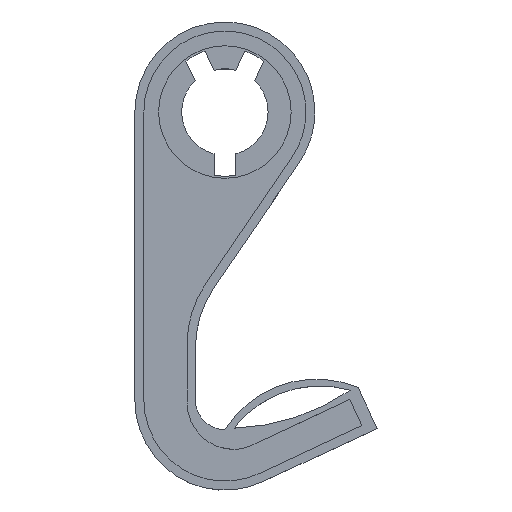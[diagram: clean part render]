
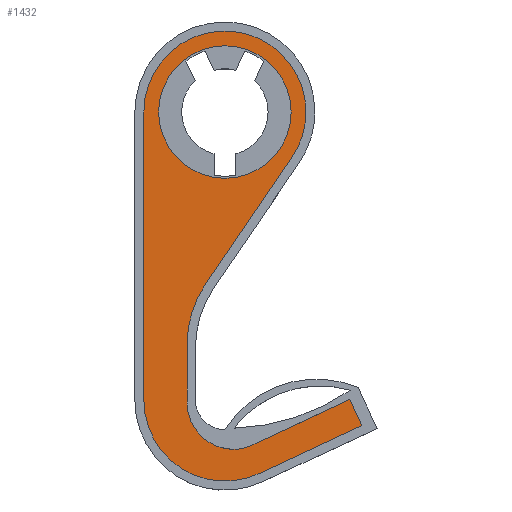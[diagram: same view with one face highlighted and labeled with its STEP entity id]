
A CAD part, top view. The second image highlights one B-rep face of the part: STEP entity #1432.
In plain terms, the highlighted planar face has unit normal (0, 0, 1).
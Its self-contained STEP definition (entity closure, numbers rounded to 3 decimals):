
#1183=AXIS2_PLACEMENT_3D('Circle Axis2P3D',#1181,#1182,$) ;
#1221=AXIS2_PLACEMENT_3D('Circle Axis2P3D',#1219,#1220,$) ;
#1240=AXIS2_PLACEMENT_3D('Circle Axis2P3D',#1238,#1239,$) ;
#1278=AXIS2_PLACEMENT_3D('Circle Axis2P3D',#1276,#1277,$) ;
#1354=AXIS2_PLACEMENT_3D('Circle Axis2P3D',#1352,#1353,$) ;
#1373=AXIS2_PLACEMENT_3D('Circle Axis2P3D',#1371,#1372,$) ;
#1398=AXIS2_PLACEMENT_3D('Plane Axis2P3D',#1395,#1396,#1397) ;
#1416=AXIS2_PLACEMENT_3D('Circle Axis2P3D',#1414,#1415,$) ;
#1425=AXIS2_PLACEMENT_3D('Circle Axis2P3D',#1423,#1424,$) ;
#1171=CARTESIAN_POINT('Vertex',(21.793,46.16,3.5)) ;
#1178=CARTESIAN_POINT('Vertex',(23.749,52.318,3.5)) ;
#1181=CARTESIAN_POINT('Axis2P3D Location',(12.5,52.5,3.5)) ;
#1197=CARTESIAN_POINT('Vertex',(9.859,28.665,3.5)) ;
#1200=CARTESIAN_POINT('Line Origine',(15.826,37.412,3.5)) ;
#1216=CARTESIAN_POINT('Vertex',(1.25,52.5,3.5)) ;
#1219=CARTESIAN_POINT('Axis2P3D Location',(12.5,52.5,3.5)) ;
#1235=CARTESIAN_POINT('Vertex',(7.25,20.212,3.5)) ;
#1238=CARTESIAN_POINT('Axis2P3D Location',(22.25,20.212,3.5)) ;
#1254=CARTESIAN_POINT('Vertex',(1.25,12.5,3.5)) ;
#1257=CARTESIAN_POINT('Line Origine',(1.25,32.5,3.5)) ;
#1273=CARTESIAN_POINT('Vertex',(17.254,2.304,3.5)) ;
#1276=CARTESIAN_POINT('Axis2P3D Location',(12.5,12.5,3.5)) ;
#1292=CARTESIAN_POINT('Vertex',(31.528,8.96,3.5)) ;
#1295=CARTESIAN_POINT('Line Origine',(24.391,5.632,3.5)) ;
#1311=CARTESIAN_POINT('Vertex',(29.838,12.585,3.5)) ;
#1314=CARTESIAN_POINT('Line Origine',(30.683,10.773,3.5)) ;
#1330=CARTESIAN_POINT('Vertex',(15.564,5.929,3.5)) ;
#1333=CARTESIAN_POINT('Line Origine',(22.701,9.257,3.5)) ;
#1349=CARTESIAN_POINT('Vertex',(7.252,11.806,3.5)) ;
#1352=CARTESIAN_POINT('Axis2P3D Location',(13.742,12.169,3.5)) ;
#1368=CARTESIAN_POINT('Vertex',(7.25,12.5,3.5)) ;
#1371=CARTESIAN_POINT('Axis2P3D Location',(13.742,12.169,3.5)) ;
#1383=CARTESIAN_POINT('Line Origine',(7.25,16.356,3.5)) ;
#1395=CARTESIAN_POINT('Axis2P3D Location',(0.,0.,3.5)) ;
#1414=CARTESIAN_POINT('Axis2P3D Location',(12.5,52.5,3.5)) ;
#1418=CARTESIAN_POINT('Vertex',(21.7,52.5,3.5)) ;
#1420=CARTESIAN_POINT('Vertex',(3.3,52.5,3.5)) ;
#1423=CARTESIAN_POINT('Axis2P3D Location',(12.5,52.5,3.5)) ;
#1182=DIRECTION('Axis2P3D Direction',(0.,0.,1.)) ;
#1201=DIRECTION('Vector Direction',(-0.564,-0.826,0.)) ;
#1220=DIRECTION('Axis2P3D Direction',(0.,0.,1.)) ;
#1239=DIRECTION('Axis2P3D Direction',(0.,0.,1.)) ;
#1258=DIRECTION('Vector Direction',(0.,1.,0.)) ;
#1277=DIRECTION('Axis2P3D Direction',(0.,0.,1.)) ;
#1296=DIRECTION('Vector Direction',(-0.906,-0.423,0.)) ;
#1315=DIRECTION('Vector Direction',(0.423,-0.906,0.)) ;
#1334=DIRECTION('Vector Direction',(0.906,0.423,0.)) ;
#1353=DIRECTION('Axis2P3D Direction',(0.,0.,1.)) ;
#1372=DIRECTION('Axis2P3D Direction',(0.,0.,1.)) ;
#1384=DIRECTION('Vector Direction',(0.,-1.,0.)) ;
#1396=DIRECTION('Axis2P3D Direction',(0.,0.,1.)) ;
#1397=DIRECTION('Axis2P3D XDirection',(1.,0.,0.)) ;
#1415=DIRECTION('Axis2P3D Direction',(0.,0.,1.)) ;
#1424=DIRECTION('Axis2P3D Direction',(0.,0.,1.)) ;
#1202=VECTOR('Line Direction',#1201,1.) ;
#1259=VECTOR('Line Direction',#1258,1.) ;
#1297=VECTOR('Line Direction',#1296,1.) ;
#1316=VECTOR('Line Direction',#1315,1.) ;
#1335=VECTOR('Line Direction',#1334,1.) ;
#1385=VECTOR('Line Direction',#1384,1.) ;
#1401=ORIENTED_EDGE('',*,*,#1185,.T.) ;
#1402=ORIENTED_EDGE('',*,*,#1223,.T.) ;
#1403=ORIENTED_EDGE('',*,*,#1261,.T.) ;
#1404=ORIENTED_EDGE('',*,*,#1280,.T.) ;
#1405=ORIENTED_EDGE('',*,*,#1299,.T.) ;
#1406=ORIENTED_EDGE('',*,*,#1318,.T.) ;
#1407=ORIENTED_EDGE('',*,*,#1337,.T.) ;
#1408=ORIENTED_EDGE('',*,*,#1356,.T.) ;
#1409=ORIENTED_EDGE('',*,*,#1375,.T.) ;
#1410=ORIENTED_EDGE('',*,*,#1387,.T.) ;
#1411=ORIENTED_EDGE('',*,*,#1242,.T.) ;
#1412=ORIENTED_EDGE('',*,*,#1204,.T.) ;
#1429=ORIENTED_EDGE('',*,*,#1422,.F.) ;
#1430=ORIENTED_EDGE('',*,*,#1427,.F.) ;
#1431=FACE_BOUND('',#1428,.T.) ;
#1432=ADVANCED_FACE('Hauptkoerper',(#1413,#1431),#1399,.T.) ;
#1184=CIRCLE('generated circle',#1183,11.25) ;
#1222=CIRCLE('generated circle',#1221,11.25) ;
#1241=CIRCLE('generated circle',#1240,15.) ;
#1279=CIRCLE('generated circle',#1278,11.25) ;
#1355=CIRCLE('generated circle',#1354,6.5) ;
#1374=CIRCLE('generated circle',#1373,6.5) ;
#1417=CIRCLE('generated circle',#1416,9.2) ;
#1426=CIRCLE('generated circle',#1425,9.2) ;
#1185=EDGE_CURVE('',#1172,#1179,#1184,.T.) ;
#1204=EDGE_CURVE('',#1198,#1172,#1203,.F.) ;
#1223=EDGE_CURVE('',#1179,#1217,#1222,.T.) ;
#1242=EDGE_CURVE('',#1236,#1198,#1241,.F.) ;
#1261=EDGE_CURVE('',#1217,#1255,#1260,.F.) ;
#1280=EDGE_CURVE('',#1255,#1274,#1279,.T.) ;
#1299=EDGE_CURVE('',#1274,#1293,#1298,.F.) ;
#1318=EDGE_CURVE('',#1293,#1312,#1317,.F.) ;
#1337=EDGE_CURVE('',#1312,#1331,#1336,.F.) ;
#1356=EDGE_CURVE('',#1331,#1350,#1355,.F.) ;
#1375=EDGE_CURVE('',#1350,#1369,#1374,.F.) ;
#1387=EDGE_CURVE('',#1369,#1236,#1386,.F.) ;
#1422=EDGE_CURVE('',#1419,#1421,#1417,.T.) ;
#1427=EDGE_CURVE('',#1421,#1419,#1426,.T.) ;
#1400=EDGE_LOOP('',(#1401,#1402,#1403,#1404,#1405,#1406,#1407,#1408,#1409,#1410,#1411,#1412)) ;
#1428=EDGE_LOOP('',(#1429,#1430)) ;
#1413=FACE_OUTER_BOUND('',#1400,.T.) ;
#1203=LINE('Line',#1200,#1202) ;
#1260=LINE('Line',#1257,#1259) ;
#1298=LINE('Line',#1295,#1297) ;
#1317=LINE('Line',#1314,#1316) ;
#1336=LINE('Line',#1333,#1335) ;
#1386=LINE('Line',#1383,#1385) ;
#1399=PLANE('',#1398) ;
#1172=VERTEX_POINT('',#1171) ;
#1179=VERTEX_POINT('',#1178) ;
#1198=VERTEX_POINT('',#1197) ;
#1217=VERTEX_POINT('',#1216) ;
#1236=VERTEX_POINT('',#1235) ;
#1255=VERTEX_POINT('',#1254) ;
#1274=VERTEX_POINT('',#1273) ;
#1293=VERTEX_POINT('',#1292) ;
#1312=VERTEX_POINT('',#1311) ;
#1331=VERTEX_POINT('',#1330) ;
#1350=VERTEX_POINT('',#1349) ;
#1369=VERTEX_POINT('',#1368) ;
#1419=VERTEX_POINT('',#1418) ;
#1421=VERTEX_POINT('',#1420) ;
